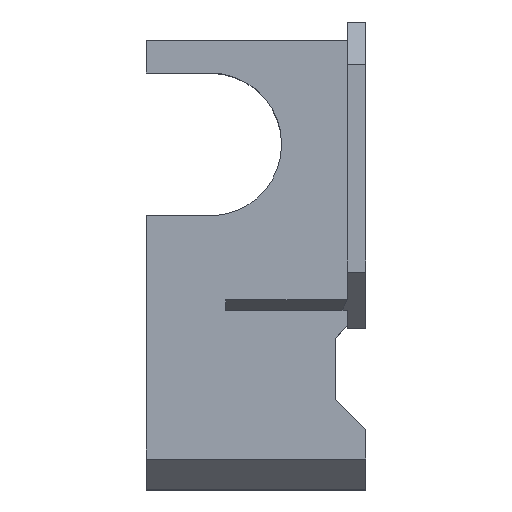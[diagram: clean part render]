
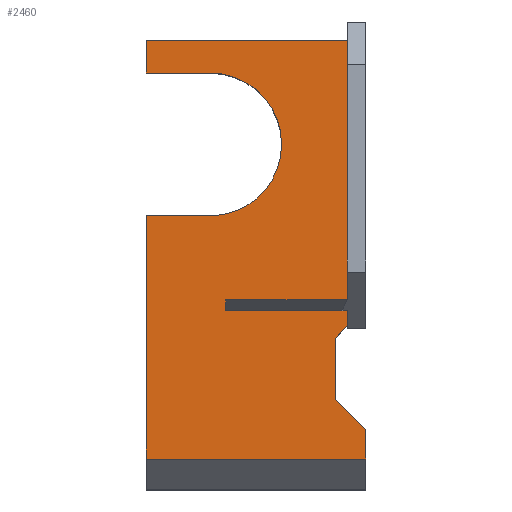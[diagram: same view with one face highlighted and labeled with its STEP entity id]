
A CAD part, top view. The second image highlights one B-rep face of the part: STEP entity #2460.
In plain terms, the highlighted planar face has unit normal (0, 0, 1).
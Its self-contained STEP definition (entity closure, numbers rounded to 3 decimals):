
#144=CIRCLE('',#2640,11.701);
#249=FACE_OUTER_BOUND('',#408,.T.);
#408=EDGE_LOOP('',(#1874,#1875,#1876,#1877,#1878,#1879,#1880,#1881,#1882,
#1883,#1884,#1885,#1886,#1887,#1888));
#532=LINE('',#3443,#783);
#533=LINE('',#3446,#784);
#593=LINE('',#3611,#844);
#624=LINE('',#3886,#875);
#626=LINE('',#3894,#877);
#642=LINE('',#4396,#893);
#644=LINE('',#4400,#895);
#645=LINE('',#4401,#896);
#646=LINE('',#4403,#897);
#647=LINE('',#4405,#898);
#648=LINE('',#4407,#899);
#649=LINE('',#4409,#900);
#650=LINE('',#4411,#901);
#651=LINE('',#4412,#902);
#783=VECTOR('',#2787,1.);
#784=VECTOR('',#2790,1.);
#844=VECTOR('',#2914,1.);
#875=VECTOR('',#2987,10.);
#877=VECTOR('',#2995,1.);
#893=VECTOR('',#3037,10.);
#895=VECTOR('',#3041,1.);
#896=VECTOR('',#3042,1.);
#897=VECTOR('',#3043,1.);
#898=VECTOR('',#3044,1.);
#899=VECTOR('',#3045,1.);
#900=VECTOR('',#3046,1.);
#901=VECTOR('',#3047,1.);
#902=VECTOR('',#3048,1.);
#1019=VERTEX_POINT('',#3411);
#1033=VERTEX_POINT('',#3441);
#1034=VERTEX_POINT('',#3445);
#1106=VERTEX_POINT('',#3609);
#1107=VERTEX_POINT('',#3610);
#1141=VERTEX_POINT('',#3884);
#1144=VERTEX_POINT('',#3893);
#1166=VERTEX_POINT('',#4390);
#1167=VERTEX_POINT('',#4392);
#1168=VERTEX_POINT('',#4399);
#1169=VERTEX_POINT('',#4402);
#1170=VERTEX_POINT('',#4404);
#1171=VERTEX_POINT('',#4406);
#1172=VERTEX_POINT('',#4408);
#1173=VERTEX_POINT('',#4410);
#1272=EDGE_CURVE('',#1019,#1033,#532,.T.);
#1273=EDGE_CURVE('',#1019,#1034,#533,.T.);
#1356=EDGE_CURVE('',#1106,#1107,#593,.T.);
#1402=EDGE_CURVE('',#1141,#1106,#624,.T.);
#1406=EDGE_CURVE('',#1141,#1144,#626,.T.);
#1438=EDGE_CURVE('',#1167,#1166,#144,.T.);
#1440=EDGE_CURVE('',#1144,#1167,#642,.T.);
#1442=EDGE_CURVE('',#1033,#1168,#644,.T.);
#1443=EDGE_CURVE('',#1107,#1168,#645,.T.);
#1444=EDGE_CURVE('',#1169,#1166,#646,.T.);
#1445=EDGE_CURVE('',#1169,#1170,#647,.T.);
#1446=EDGE_CURVE('',#1171,#1170,#648,.T.);
#1447=EDGE_CURVE('',#1171,#1172,#649,.T.);
#1448=EDGE_CURVE('',#1172,#1173,#650,.F.);
#1449=EDGE_CURVE('',#1173,#1034,#651,.F.);
#1874=ORIENTED_EDGE('',*,*,#1272,.T.);
#1875=ORIENTED_EDGE('',*,*,#1442,.T.);
#1876=ORIENTED_EDGE('',*,*,#1443,.F.);
#1877=ORIENTED_EDGE('',*,*,#1356,.F.);
#1878=ORIENTED_EDGE('',*,*,#1402,.F.);
#1879=ORIENTED_EDGE('',*,*,#1406,.T.);
#1880=ORIENTED_EDGE('',*,*,#1440,.T.);
#1881=ORIENTED_EDGE('',*,*,#1438,.T.);
#1882=ORIENTED_EDGE('',*,*,#1444,.F.);
#1883=ORIENTED_EDGE('',*,*,#1445,.T.);
#1884=ORIENTED_EDGE('',*,*,#1446,.F.);
#1885=ORIENTED_EDGE('',*,*,#1447,.T.);
#1886=ORIENTED_EDGE('',*,*,#1448,.T.);
#1887=ORIENTED_EDGE('',*,*,#1449,.T.);
#1888=ORIENTED_EDGE('',*,*,#1273,.F.);
#2360=PLANE('',#2642);
#2460=ADVANCED_FACE('',(#249),#2360,.T.);
#2640=AXIS2_PLACEMENT_3D('',#4393,#3032,#3033);
#2642=AXIS2_PLACEMENT_3D('',#4398,#3039,#3040);
#2787=DIRECTION('',(-1.,0.,0.));
#2790=DIRECTION('',(-0.707,-0.707,0.));
#2914=DIRECTION('',(0.,-1.,0.));
#2987=DIRECTION('',(1.,0.,0.));
#2995=DIRECTION('',(0.,-1.,0.));
#3032=DIRECTION('center_axis',(0.,0.,
-1.));
#3033=DIRECTION('ref_axis',(1.,0.,0.));
#3037=DIRECTION('',(1.,0.,0.));
#3039=DIRECTION('center_axis',(0.,0.,
1.));
#3040=DIRECTION('ref_axis',(0.,1.,0.));
#3041=DIRECTION('',(0.,1.,0.));
#3042=DIRECTION('',(-1.,0.,0.));
#3043=DIRECTION('',(1.,0.,0.));
#3044=DIRECTION('',(0.,-1.,0.));
#3045=DIRECTION('',(-1.,0.,0.));
#3046=DIRECTION('',(0.,1.,0.));
#3047=DIRECTION('',(0.707,-0.707,0.));
#3048=DIRECTION('',(0.,-1.,0.));
#3411=CARTESIAN_POINT('',(15.,-10.5,18.25));
#3441=CARTESIAN_POINT('',(-7.5,-10.5,18.25));
#3443=CARTESIAN_POINT('',(15.5,-10.5,18.25));
#3445=CARTESIAN_POINT('',(10.5,-15.,18.25));
#3446=CARTESIAN_POINT('',(15.5,-10.,18.25));
#3609=CARTESIAN_POINT('',(12.5,33.75,18.25));
#3610=CARTESIAN_POINT('',(12.5,-8.75,18.25));
#3611=CARTESIAN_POINT('',(12.5,32.75,18.25));
#3884=CARTESIAN_POINT('',(-20.5,33.75,18.25));
#3886=CARTESIAN_POINT('',(15.5,33.75,18.25));
#3893=CARTESIAN_POINT('',(-20.5,28.451,18.25));
#3894=CARTESIAN_POINT('',(-20.5,32.75,18.25));
#4390=CARTESIAN_POINT('',(-10.,5.05,18.25));
#4392=CARTESIAN_POINT('',(-10.,28.451,18.25));
#4393=CARTESIAN_POINT('Origin',(-10.,16.751,18.25));
#4396=CARTESIAN_POINT('',(2.75,28.451,18.25));
#4398=CARTESIAN_POINT('Origin',(15.5,-18.25,18.25));
#4399=CARTESIAN_POINT('',(-7.5,-8.75,18.25));
#4400=CARTESIAN_POINT('',(-7.5,-10.5,18.25));
#4401=CARTESIAN_POINT('',(12.5,-8.75,18.25));
#4402=CARTESIAN_POINT('',(-20.5,5.05,18.25));
#4403=CARTESIAN_POINT('',(-20.5,5.05,18.25));
#4404=CARTESIAN_POINT('',(-20.5,-34.83,18.25));
#4405=CARTESIAN_POINT('',(-20.5,5.05,18.25));
#4406=CARTESIAN_POINT('',(15.5,-34.83,18.25));
#4407=CARTESIAN_POINT('',(15.5,-34.83,18.25));
#4408=CARTESIAN_POINT('',(15.5,-30.,18.25));
#4409=CARTESIAN_POINT('',(15.5,-34.83,18.25));
#4410=CARTESIAN_POINT('',(10.5,-25.,18.25));
#4411=CARTESIAN_POINT('',(10.5,-25.,18.25));
#4412=CARTESIAN_POINT('',(10.5,-15.,18.25));
